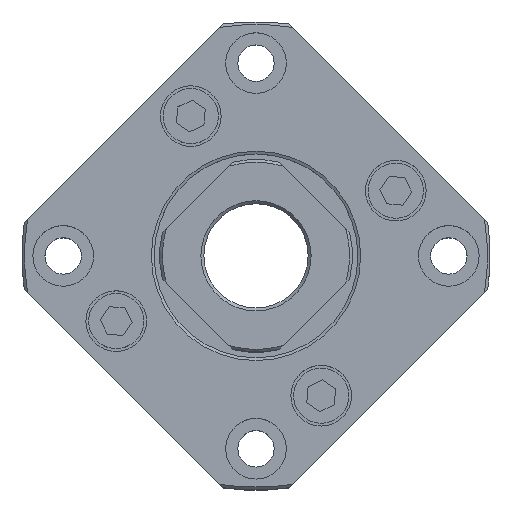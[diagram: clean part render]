
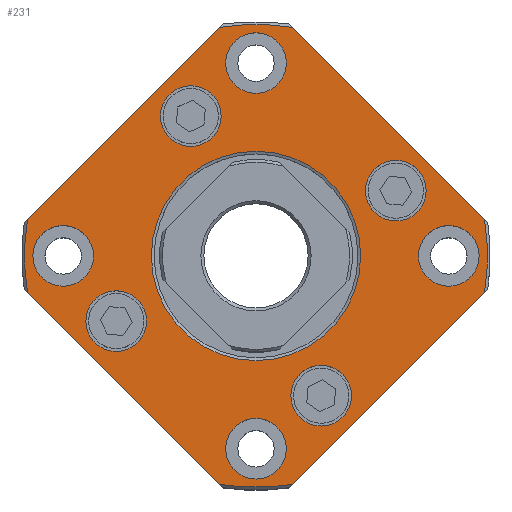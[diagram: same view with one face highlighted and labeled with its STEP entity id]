
A CAD part, top view. The second image highlights one B-rep face of the part: STEP entity #231.
In plain terms, the highlighted face is planar.
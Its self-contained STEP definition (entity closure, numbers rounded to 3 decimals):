
#231 = ADVANCED_FACE( '', ( #486, #487, #488, #489, #490, #491, #492, #493, #494, #495 ), #496, .F. );
#486 = FACE_OUTER_BOUND( '', #861, .T. );
#487 = FACE_BOUND( '', #862, .T. );
#488 = FACE_BOUND( '', #863, .T. );
#489 = FACE_BOUND( '', #864, .T. );
#490 = FACE_BOUND( '', #865, .T. );
#491 = FACE_BOUND( '', #866, .T. );
#492 = FACE_BOUND( '', #867, .T. );
#493 = FACE_BOUND( '', #868, .T. );
#494 = FACE_BOUND( '', #869, .T. );
#495 = FACE_BOUND( '', #870, .T. );
#496 = PLANE( '', #871 );
#861 = EDGE_LOOP( '', ( #1459, #1460, #1461, #1462, #1463, #1464, #1465, #1466 ) );
#862 = EDGE_LOOP( '', ( #1467 ) );
#863 = EDGE_LOOP( '', ( #1468 ) );
#864 = EDGE_LOOP( '', ( #1469 ) );
#865 = EDGE_LOOP( '', ( #1470 ) );
#866 = EDGE_LOOP( '', ( #1471 ) );
#867 = EDGE_LOOP( '', ( #1472 ) );
#868 = EDGE_LOOP( '', ( #1473 ) );
#869 = EDGE_LOOP( '', ( #1474 ) );
#870 = EDGE_LOOP( '', ( #1475 ) );
#871 = AXIS2_PLACEMENT_3D( '', #1476, #1477, #1478 );
#1459 = ORIENTED_EDGE( '', *, *, #2262, .F. );
#1460 = ORIENTED_EDGE( '', *, *, #2263, .F. );
#1461 = ORIENTED_EDGE( '', *, *, #2264, .F. );
#1462 = ORIENTED_EDGE( '', *, *, #2265, .F. );
#1463 = ORIENTED_EDGE( '', *, *, #2266, .F. );
#1464 = ORIENTED_EDGE( '', *, *, #2267, .F. );
#1465 = ORIENTED_EDGE( '', *, *, #2141, .F. );
#1466 = ORIENTED_EDGE( '', *, *, #2268, .F. );
#1467 = ORIENTED_EDGE( '', *, *, #2231, .F. );
#1468 = ORIENTED_EDGE( '', *, *, #2209, .T. );
#1469 = ORIENTED_EDGE( '', *, *, #2211, .T. );
#1470 = ORIENTED_EDGE( '', *, *, #2213, .T. );
#1471 = ORIENTED_EDGE( '', *, *, #2215, .T. );
#1472 = ORIENTED_EDGE( '', *, *, #2219, .T. );
#1473 = ORIENTED_EDGE( '', *, *, #2223, .T. );
#1474 = ORIENTED_EDGE( '', *, *, #2227, .T. );
#1475 = ORIENTED_EDGE( '', *, *, #2243, .T. );
#1476 = CARTESIAN_POINT( '', ( -22., 18.5, 0. ) );
#1477 = DIRECTION( '', ( 1., 0., 0. ) );
#1478 = DIRECTION( '', ( 0., 0., -1. ) );
#2141 = EDGE_CURVE( '', #2469, #2472, #2473, .T. );
#2209 = EDGE_CURVE( '', #2603, #2603, #2604, .T. );
#2211 = EDGE_CURVE( '', #2607, #2607, #2608, .T. );
#2213 = EDGE_CURVE( '', #2611, #2611, #2612, .T. );
#2215 = EDGE_CURVE( '', #2615, #2615, #2616, .T. );
#2219 = EDGE_CURVE( '', #2623, #2623, #2624, .T. );
#2223 = EDGE_CURVE( '', #2631, #2631, #2632, .T. );
#2227 = EDGE_CURVE( '', #2639, #2639, #2640, .T. );
#2231 = EDGE_CURVE( '', #2647, #2647, #2648, .F. );
#2243 = EDGE_CURVE( '', #2671, #2671, #2672, .T. );
#2262 = EDGE_CURVE( '', #2702, #2703, #2704, .T. );
#2263 = EDGE_CURVE( '', #2705, #2702, #2706, .T. );
#2264 = EDGE_CURVE( '', #2707, #2705, #2708, .T. );
#2265 = EDGE_CURVE( '', #2709, #2707, #2710, .T. );
#2266 = EDGE_CURVE( '', #2711, #2709, #2712, .T. );
#2267 = EDGE_CURVE( '', #2472, #2711, #2713, .T. );
#2268 = EDGE_CURVE( '', #2703, #2469, #2714, .T. );
#2469 = VERTEX_POINT( '', #3031 );
#2472 = VERTEX_POINT( '', #3037 );
#2473 = CIRCLE( '', #3038, 42. );
#2603 = VERTEX_POINT( '', #3233 );
#2604 = CIRCLE( '', #3234, 5.5 );
#2607 = VERTEX_POINT( '', #3237 );
#2608 = CIRCLE( '', #3238, 5.5 );
#2611 = VERTEX_POINT( '', #3241 );
#2612 = CIRCLE( '', #3242, 5.5 );
#2615 = VERTEX_POINT( '', #3245 );
#2616 = CIRCLE( '', #3246, 5.5 );
#2623 = VERTEX_POINT( '', #3253 );
#2624 = CIRCLE( '', #3254, 5.5 );
#2631 = VERTEX_POINT( '', #3261 );
#2632 = CIRCLE( '', #3262, 5.5 );
#2639 = VERTEX_POINT( '', #3269 );
#2640 = CIRCLE( '', #3270, 5.5 );
#2647 = VERTEX_POINT( '', #3277 );
#2648 = CIRCLE( '', #3278, 5.5 );
#2671 = VERTEX_POINT( '', #3301 );
#2672 = CIRCLE( '', #3302, 19. );
#2702 = VERTEX_POINT( '', #3400 );
#2703 = VERTEX_POINT( '', #3401 );
#2704 = CIRCLE( '', #3402, 42. );
#2705 = VERTEX_POINT( '', #3403 );
#2706 = LINE( '', #3404, #3405 );
#2707 = VERTEX_POINT( '', #3406 );
#2708 = CIRCLE( '', #3407, 42. );
#2709 = VERTEX_POINT( '', #3408 );
#2710 = LINE( '', #3409, #3410 );
#2711 = VERTEX_POINT( '', #3411 );
#2712 = CIRCLE( '', #3412, 42. );
#2713 = LINE( '', #3413, #3414 );
#2714 = LINE( '', #3415, #3416 );
#3031 = CARTESIAN_POINT( '', ( -22., 6.606, 41.477 ) );
#3037 = CARTESIAN_POINT( '', ( -22., -6.606, 41.477 ) );
#3038 = AXIS2_PLACEMENT_3D( '', #3776, #3777, #3778 );
#3233 = CARTESIAN_POINT( '', ( -22., -25.377, 6.333 ) );
#3234 = AXIS2_PLACEMENT_3D( '', #3877, #3878, #3879 );
#3237 = CARTESIAN_POINT( '', ( -22., 11.833, 19.877 ) );
#3238 = AXIS2_PLACEMENT_3D( '', #3883, #3884, #3885 );
#3241 = CARTESIAN_POINT( '', ( -22., -11.833, -30.877 ) );
#3242 = AXIS2_PLACEMENT_3D( '', #3889, #3890, #3891 );
#3245 = CARTESIAN_POINT( '', ( -22., 25.377, -17.333 ) );
#3246 = AXIS2_PLACEMENT_3D( '', #3895, #3896, #3897 );
#3253 = CARTESIAN_POINT( '', ( -22., 0., -40.5 ) );
#3254 = AXIS2_PLACEMENT_3D( '', #3907, #3908, #3909 );
#3261 = CARTESIAN_POINT( '', ( -22., -35., -5.5 ) );
#3262 = AXIS2_PLACEMENT_3D( '', #3919, #3920, #3921 );
#3269 = CARTESIAN_POINT( '', ( -22., 0., 29.5 ) );
#3270 = AXIS2_PLACEMENT_3D( '', #3931, #3932, #3933 );
#3277 = CARTESIAN_POINT( '', ( -22., 35., -5.5 ) );
#3278 = AXIS2_PLACEMENT_3D( '', #3943, #3944, #3945 );
#3301 = CARTESIAN_POINT( '', ( -22., 0., -19. ) );
#3302 = AXIS2_PLACEMENT_3D( '', #3979, #3980, #3981 );
#3400 = CARTESIAN_POINT( '', ( -22., 41.477, -6.606 ) );
#3401 = CARTESIAN_POINT( '', ( -22., 41.477, 6.606 ) );
#3402 = AXIS2_PLACEMENT_3D( '', #4006, #4007, #4008 );
#3403 = CARTESIAN_POINT( '', ( -22., 6.606, -41.477 ) );
#3404 = CARTESIAN_POINT( '', ( -22., 0., -48.083 ) );
#3405 = VECTOR( '', #4009, 1000. );
#3406 = CARTESIAN_POINT( '', ( -22., -6.606, -41.477 ) );
#3407 = AXIS2_PLACEMENT_3D( '', #4010, #4011, #4012 );
#3408 = CARTESIAN_POINT( '', ( -22., -41.477, -6.606 ) );
#3409 = CARTESIAN_POINT( '', ( -22., -48.083, 0. ) );
#3410 = VECTOR( '', #4013, 1000. );
#3411 = CARTESIAN_POINT( '', ( -22., -41.477, 6.606 ) );
#3412 = AXIS2_PLACEMENT_3D( '', #4014, #4015, #4016 );
#3413 = CARTESIAN_POINT( '', ( -22., 0., 48.083 ) );
#3414 = VECTOR( '', #4017, 1000. );
#3415 = CARTESIAN_POINT( '', ( -22., 48.083, 0. ) );
#3416 = VECTOR( '', #4018, 1000. );
#3776 = CARTESIAN_POINT( '', ( -22., 0., 0. ) );
#3777 = DIRECTION( '', ( 1., 0., 0. ) );
#3778 = DIRECTION( '', ( 0., 0., -1. ) );
#3877 = CARTESIAN_POINT( '', ( -22., -25.377, 11.833 ) );
#3878 = DIRECTION( '', ( 1., 0., 0. ) );
#3879 = DIRECTION( '', ( 0., 0., -1. ) );
#3883 = CARTESIAN_POINT( '', ( -22., 11.833, 25.377 ) );
#3884 = DIRECTION( '', ( 1., 0., 0. ) );
#3885 = DIRECTION( '', ( 0., 0., -1. ) );
#3889 = CARTESIAN_POINT( '', ( -22., -11.833, -25.377 ) );
#3890 = DIRECTION( '', ( 1., 0., 0. ) );
#3891 = DIRECTION( '', ( 0., 0., -1. ) );
#3895 = CARTESIAN_POINT( '', ( -22., 25.377, -11.833 ) );
#3896 = DIRECTION( '', ( 1., 0., 0. ) );
#3897 = DIRECTION( '', ( 0., 0., -1. ) );
#3907 = CARTESIAN_POINT( '', ( -22., 0., -35. ) );
#3908 = DIRECTION( '', ( 1., 0., 0. ) );
#3909 = DIRECTION( '', ( 0., 0., -1. ) );
#3919 = CARTESIAN_POINT( '', ( -22., -35., 0. ) );
#3920 = DIRECTION( '', ( 1., 0., 0. ) );
#3921 = DIRECTION( '', ( 0., 0., -1. ) );
#3931 = CARTESIAN_POINT( '', ( -22., 0., 35. ) );
#3932 = DIRECTION( '', ( 1., 0., 0. ) );
#3933 = DIRECTION( '', ( 0., 0., -1. ) );
#3943 = CARTESIAN_POINT( '', ( -22., 35., 0. ) );
#3944 = DIRECTION( '', ( 1., 0., 0. ) );
#3945 = DIRECTION( '', ( 0., 0., -1. ) );
#3979 = CARTESIAN_POINT( '', ( -22., 0., 0. ) );
#3980 = DIRECTION( '', ( 1., 0., 0. ) );
#3981 = DIRECTION( '', ( 0., 0., -1. ) );
#4006 = CARTESIAN_POINT( '', ( -22., 0., 0. ) );
#4007 = DIRECTION( '', ( 1., 0., 0. ) );
#4008 = DIRECTION( '', ( 0., 0., -1. ) );
#4009 = DIRECTION( '', ( 0., 0.707, 0.707 ) );
#4010 = CARTESIAN_POINT( '', ( -22., 0., 0. ) );
#4011 = DIRECTION( '', ( 1., 0., 0. ) );
#4012 = DIRECTION( '', ( 0., 0., -1. ) );
#4013 = DIRECTION( '', ( 0., 0.707, -0.707 ) );
#4014 = CARTESIAN_POINT( '', ( -22., 0., 0. ) );
#4015 = DIRECTION( '', ( 1., 0., 0. ) );
#4016 = DIRECTION( '', ( 0., 0., -1. ) );
#4017 = DIRECTION( '', ( 0., -0.707, -0.707 ) );
#4018 = DIRECTION( '', ( 0., -0.707, 0.707 ) );
